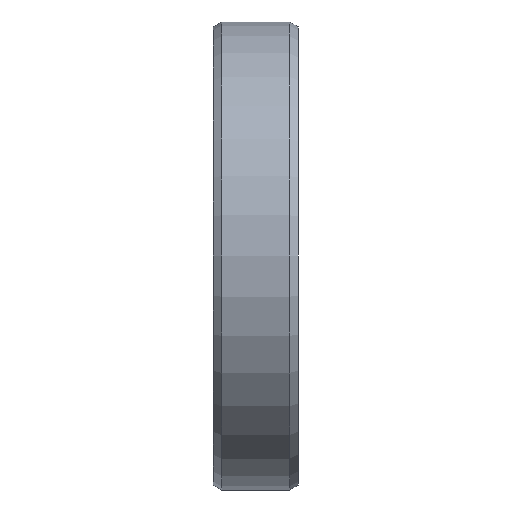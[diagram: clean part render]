
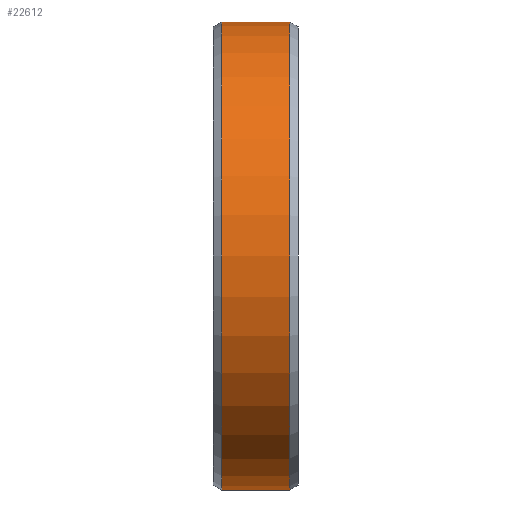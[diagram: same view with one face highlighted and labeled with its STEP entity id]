
A CAD part, left-side view. The second image highlights one B-rep face of the part: STEP entity #22612.
In plain terms, the highlighted cylindrical face has radius 27.5 mm (diameter 55 mm), a partial arc.
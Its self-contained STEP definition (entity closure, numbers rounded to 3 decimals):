
#21922=DIRECTION('',(0.,1.,0.));
#21923=VECTOR('',#21922,8.);
#21924=CARTESIAN_POINT('',(0.,-4.,-27.5));
#21925=LINE('',#21924,#21923);
#21929=DIRECTION('',(0.,1.,0.));
#21930=VECTOR('',#21929,8.);
#21931=CARTESIAN_POINT('',(0.,-4.,27.5));
#21932=LINE('',#21931,#21930);
#21936=CARTESIAN_POINT('',(0.,-4.,0.));
#21937=DIRECTION('',(0.,1.,0.));
#21938=DIRECTION('',(0.,0.,-1.));
#21939=AXIS2_PLACEMENT_3D('',#21936,#21937,#21938);
#21974=CARTESIAN_POINT('',(0.,4.,0.));
#21975=DIRECTION('',(0.,1.,0.));
#21976=DIRECTION('',(0.,0.,-1.));
#21977=AXIS2_PLACEMENT_3D('',#21974,#21975,#21976);
#22007=CARTESIAN_POINT('',(0.,-4.,-27.5));
#22009=VERTEX_POINT('',#22007);
#22010=CARTESIAN_POINT('',(0.,4.,-27.5));
#22011=VERTEX_POINT('',#22010);
#22039=CARTESIAN_POINT('',(0.,-4.,27.5));
#22041=VERTEX_POINT('',#22039);
#22042=CARTESIAN_POINT('',(0.,4.,27.5));
#22043=VERTEX_POINT('',#22042);
#22598=CARTESIAN_POINT('',(0.,28.737,0.));
#22599=DIRECTION('',(0.,-1.,0.));
#22600=DIRECTION('',(0.,0.,1.));
#22601=AXIS2_PLACEMENT_3D('',#22598,#22599,#22600);
#22602=CYLINDRICAL_SURFACE('',#22601,27.5);
#22604=ORIENTED_EDGE('',*,*,#22603,.T.);
#22606=ORIENTED_EDGE('',*,*,#22605,.T.);
#22608=ORIENTED_EDGE('',*,*,#22607,.F.);
#22609=ORIENTED_EDGE('',*,*,#22584,.F.);
#22610=EDGE_LOOP('',(#22604,#22606,#22608,#22609));
#22611=FACE_OUTER_BOUND('',#22610,.F.);
#21940=CIRCLE('',#21939,27.5);
#21978=CIRCLE('',#21977,27.5);
#22584=EDGE_CURVE('',#22009,#22041,#21940,.T.);
#22603=EDGE_CURVE('',#22009,#22011,#21925,.T.);
#22605=EDGE_CURVE('',#22011,#22043,#21978,.T.);
#22607=EDGE_CURVE('',#22041,#22043,#21932,.T.);
#22612=ADVANCED_FACE('',(#22611),#22602,.T.);
